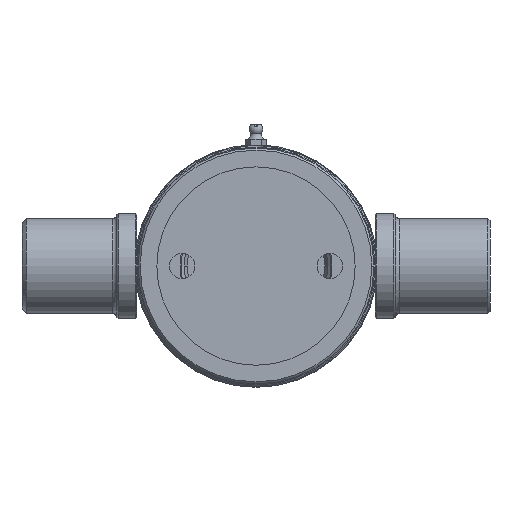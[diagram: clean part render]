
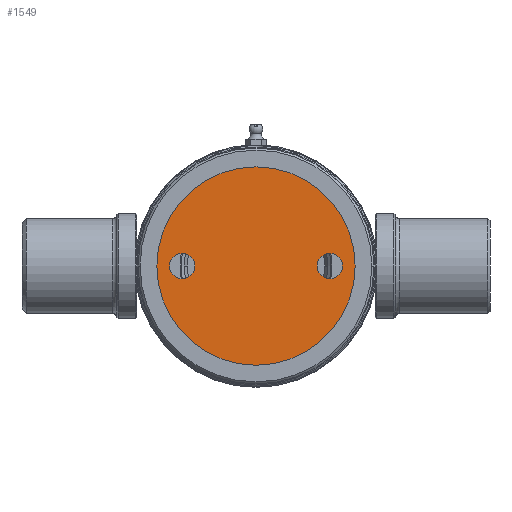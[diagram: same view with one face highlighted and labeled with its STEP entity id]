
A CAD part, left-side view. The second image highlights one B-rep face of the part: STEP entity #1549.
In plain terms, the highlighted planar face has unit normal (-1, 0, 0).
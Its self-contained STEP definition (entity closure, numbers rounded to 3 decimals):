
#105 = ORIENTED_EDGE ( 'NONE', *, *, #1481, .T. ) ;
#108 = VERTEX_POINT ( 'NONE', #4062 ) ;
#120 = CARTESIAN_POINT ( 'NONE',  ( 0., 0., 47. ) ) ;
#153 = DIRECTION ( 'NONE',  ( 0., 0., -1. ) ) ;
#219 = FACE_BOUND ( 'NONE', #2075, .T. ) ;
#263 = AXIS2_PLACEMENT_3D ( 'NONE', #945, #1321, #3513 ) ;
#337 = ORIENTED_EDGE ( 'NONE', *, *, #2515, .F. ) ;
#535 = DIRECTION ( 'NONE',  ( 1., 0., 0. ) ) ;
#620 = DIRECTION ( 'NONE',  ( -1., 0., 0. ) ) ;
#673 = CARTESIAN_POINT ( 'NONE',  ( 0., 35., -6. ) ) ;
#682 = CARTESIAN_POINT ( 'NONE',  ( 0., -35., 0. ) ) ;
#752 = DIRECTION ( 'NONE',  ( 0., 0., 1. ) ) ;
#795 = CIRCLE ( 'NONE', #2173, 6. ) ;
#831 = DIRECTION ( 'NONE',  ( -1., 0., 0. ) ) ;
#914 = FACE_OUTER_BOUND ( 'NONE', #3775, .T. ) ;
#945 = CARTESIAN_POINT ( 'NONE',  ( 0., 35., 0. ) ) ;
#1089 = AXIS2_PLACEMENT_3D ( 'NONE', #3127, #535, #1455 ) ;
#1151 = CIRCLE ( 'NONE', #3466, 47. ) ;
#1185 = CARTESIAN_POINT ( 'NONE',  ( 0., -35., 6. ) ) ;
#1195 = EDGE_CURVE ( 'NONE', #1212, #3609, #1989, .T. ) ;
#1212 = VERTEX_POINT ( 'NONE', #673 ) ;
#1237 = ORIENTED_EDGE ( 'NONE', *, *, #4059, .F. ) ;
#1262 = CIRCLE ( 'NONE', #1720, 6. ) ;
#1321 = DIRECTION ( 'NONE',  ( -1., 0., 0. ) ) ;
#1395 = VERTEX_POINT ( 'NONE', #120 ) ;
#1455 = DIRECTION ( 'NONE',  ( 0., 0., -1. ) ) ;
#1481 = EDGE_CURVE ( 'NONE', #1395, #1577, #1151, .T. ) ;
#1549 = ADVANCED_FACE ( 'NONE', ( #219, #914, #1861 ), #2417, .F. ) ;
#1553 = CARTESIAN_POINT ( 'NONE',  ( 0., -35., 0. ) ) ;
#1570 = VERTEX_POINT ( 'NONE', #1185 ) ;
#1577 = VERTEX_POINT ( 'NONE', #3418 ) ;
#1720 = AXIS2_PLACEMENT_3D ( 'NONE', #1553, #620, #3855 ) ;
#1742 = ORIENTED_EDGE ( 'NONE', *, *, #2095, .T. ) ;
#1759 = ORIENTED_EDGE ( 'NONE', *, *, #1195, .F. ) ;
#1787 = EDGE_LOOP ( 'NONE', ( #337, #1759 ) ) ;
#1861 = FACE_BOUND ( 'NONE', #1787, .T. ) ;
#1933 = ORIENTED_EDGE ( 'NONE', *, *, #4000, .F. ) ;
#1941 = DIRECTION ( 'NONE',  ( -1., 0., 0. ) ) ;
#1989 = CIRCLE ( 'NONE', #263, 6. ) ;
#2035 = CIRCLE ( 'NONE', #2501, 6. ) ;
#2065 = CARTESIAN_POINT ( 'NONE',  ( 0., 35., 0. ) ) ;
#2075 = EDGE_LOOP ( 'NONE', ( #1933, #1237 ) ) ;
#2095 = EDGE_CURVE ( 'NONE', #1577, #1395, #3163, .T. ) ;
#2173 = AXIS2_PLACEMENT_3D ( 'NONE', #682, #1941, #3213 ) ;
#2230 = AXIS2_PLACEMENT_3D ( 'NONE', #3538, #3267, #153 ) ;
#2417 = PLANE ( 'NONE',  #1089 ) ;
#2458 = CARTESIAN_POINT ( 'NONE',  ( 0., 0., 0. ) ) ;
#2501 = AXIS2_PLACEMENT_3D ( 'NONE', #2065, #831, #752 ) ;
#2515 = EDGE_CURVE ( 'NONE', #3609, #1212, #2035, .T. ) ;
#3127 = CARTESIAN_POINT ( 'NONE',  ( 0., 0., 0. ) ) ;
#3163 = CIRCLE ( 'NONE', #2230, 47. ) ;
#3213 = DIRECTION ( 'NONE',  ( 0., 0., 1. ) ) ;
#3267 = DIRECTION ( 'NONE',  ( -1., 0., 0. ) ) ;
#3401 = DIRECTION ( 'NONE',  ( -1., 0., 0. ) ) ;
#3418 = CARTESIAN_POINT ( 'NONE',  ( 0., 0., -47. ) ) ;
#3464 = CARTESIAN_POINT ( 'NONE',  ( 0., 35., 6. ) ) ;
#3466 = AXIS2_PLACEMENT_3D ( 'NONE', #2458, #3401, #3667 ) ;
#3513 = DIRECTION ( 'NONE',  ( 0., 0., 1. ) ) ;
#3538 = CARTESIAN_POINT ( 'NONE',  ( 0., 0., 0. ) ) ;
#3609 = VERTEX_POINT ( 'NONE', #3464 ) ;
#3667 = DIRECTION ( 'NONE',  ( 0., 0., -1. ) ) ;
#3775 = EDGE_LOOP ( 'NONE', ( #1742, #105 ) ) ;
#3855 = DIRECTION ( 'NONE',  ( 0., 0., 1. ) ) ;
#4000 = EDGE_CURVE ( 'NONE', #1570, #108, #1262, .T. ) ;
#4059 = EDGE_CURVE ( 'NONE', #108, #1570, #795, .T. ) ;
#4062 = CARTESIAN_POINT ( 'NONE',  ( 0., -35., -6. ) ) ;
